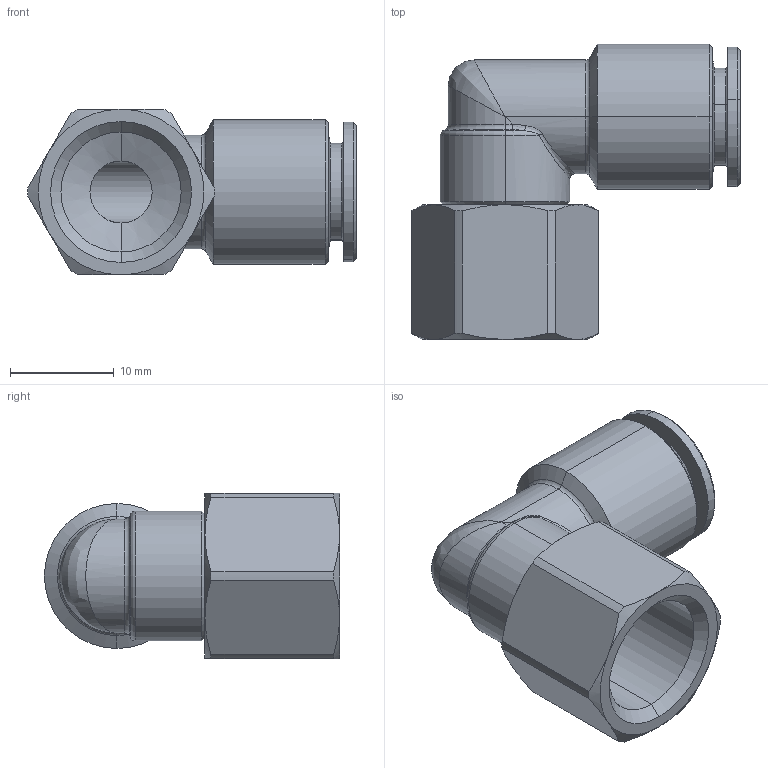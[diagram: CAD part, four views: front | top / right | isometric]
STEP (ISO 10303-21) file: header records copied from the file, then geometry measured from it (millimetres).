
FILE_DESCRIPTION (( 'STEP AP203' ), '1' );
FILE_NAME ('A0070042.STEP', '2009-01-19T09:21:39', ( 'UT1' ), ( 'sopra-pneumatic' ), 'SwSTEP 2.0', 'SolidWorks 2008', '' );
FILE_SCHEMA (( 'CONFIG_CONTROL_DESIGN' ));
Length unit declared in the file: millimetre
Products named in the file (1): A0070042
Bounding box: 31.7 x 28.5 x 16 mm (x, y, z)
Volume: 4117.1 mm3; surface area: 3583.9 mm2
Topology: 1 solids, 1 shells, 90 faces, 198 edges, 111 vertices
Faces by surface type: cone 35, cylinder 29, plane 12, torus 8, bspline 6
Entity records: 2986 total; most frequent: CARTESIAN_POINT 1001, DIRECTION 416, ORIENTED_EDGE 392, EDGE_CURVE 196, AXIS2_PLACEMENT_3D 180, VERTEX_POINT 111, EDGE_LOOP 95, CIRCLE 95
